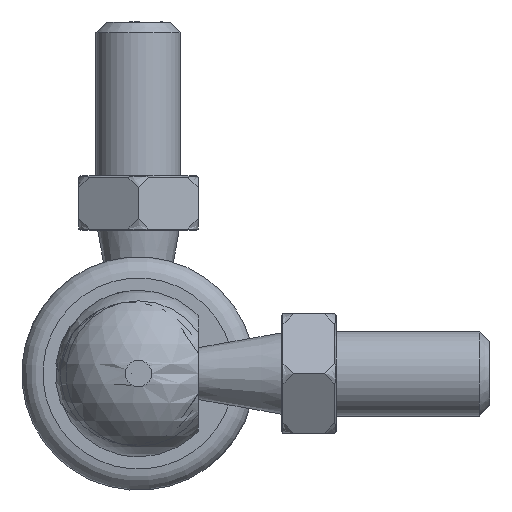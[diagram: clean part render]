
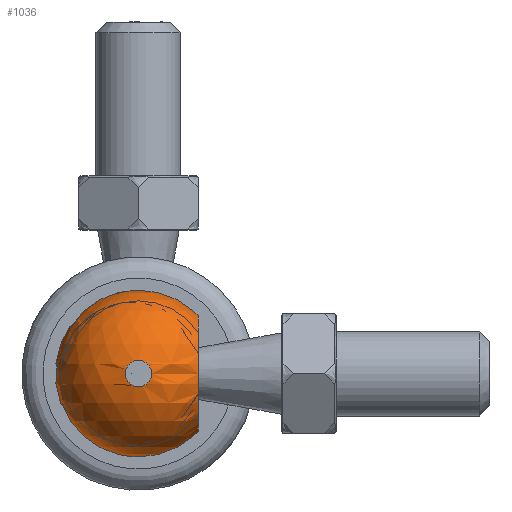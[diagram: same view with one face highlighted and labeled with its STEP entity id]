
A CAD part, left-side view. The second image highlights one B-rep face of the part: STEP entity #1036.
In plain terms, the highlighted spherical face has radius 7.85 mm.
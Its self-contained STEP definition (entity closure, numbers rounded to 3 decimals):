
#172=SPHERICAL_SURFACE('',#1149,7.85);
#242=FACE_BOUND('',#395,.T.);
#243=FACE_BOUND('',#396,.T.);
#244=FACE_BOUND('',#397,.T.);
#395=EDGE_LOOP('',(#780));
#396=EDGE_LOOP('',(#781));
#397=EDGE_LOOP('',(#782));
#464=CIRCLE('',#1134,1.249);
#468=CIRCLE('',#1141,5.25);
#470=CIRCLE('',#1146,5.45);
#515=VERTEX_POINT('',#1527);
#519=VERTEX_POINT('',#1538);
#521=VERTEX_POINT('',#1545);
#614=EDGE_CURVE('',#515,#515,#464,.T.);
#618=EDGE_CURVE('',#519,#519,#468,.T.);
#620=EDGE_CURVE('',#521,#521,#470,.T.);
#780=ORIENTED_EDGE('',*,*,#614,.T.);
#781=ORIENTED_EDGE('',*,*,#618,.T.);
#782=ORIENTED_EDGE('',*,*,#620,.T.);
#1036=ADVANCED_FACE('',(#242,#243,#244),#172,.T.);
#1134=AXIS2_PLACEMENT_3D('',#1528,#1302,#1303);
#1141=AXIS2_PLACEMENT_3D('',#1539,#1316,#1317);
#1146=AXIS2_PLACEMENT_3D('',#1546,#1326,#1327);
#1149=AXIS2_PLACEMENT_3D('',#1550,#1332,#1333);
#1302=DIRECTION('center_axis',(0.,-1.,0.));
#1303=DIRECTION('ref_axis',(0.,0.,1.));
#1316=DIRECTION('center_axis',(0.,1.,0.));
#1317=DIRECTION('ref_axis',(1.,0.,0.));
#1326=DIRECTION('center_axis',(-1.,0.,0.));
#1327=DIRECTION('ref_axis',(0.,0.,-1.));
#1332=DIRECTION('center_axis',(0.,0.,1.));
#1333=DIRECTION('ref_axis',(1.,0.,0.));
#1527=CARTESIAN_POINT('',(0.,7.75,-9.099));
#1528=CARTESIAN_POINT('Origin',(0.,7.75,-7.85));
#1538=CARTESIAN_POINT('',(-5.25,-5.836,-7.85));
#1539=CARTESIAN_POINT('Origin',(0.,-5.836,
-7.85));
#1545=CARTESIAN_POINT('',(5.65,0.,-2.4));
#1546=CARTESIAN_POINT('Origin',(5.65,0.,-7.85));
#1550=CARTESIAN_POINT('Origin',(0.,0.,-7.85));
